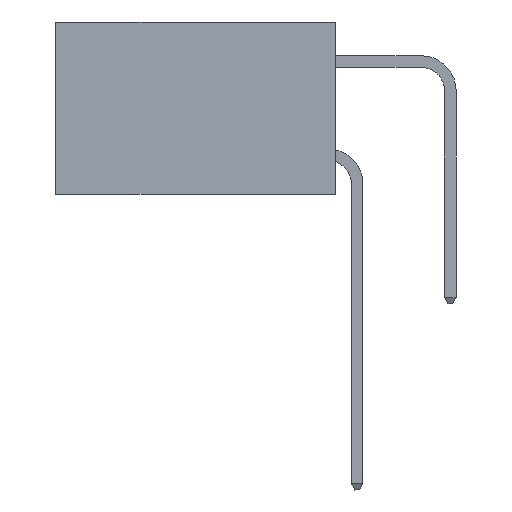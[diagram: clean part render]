
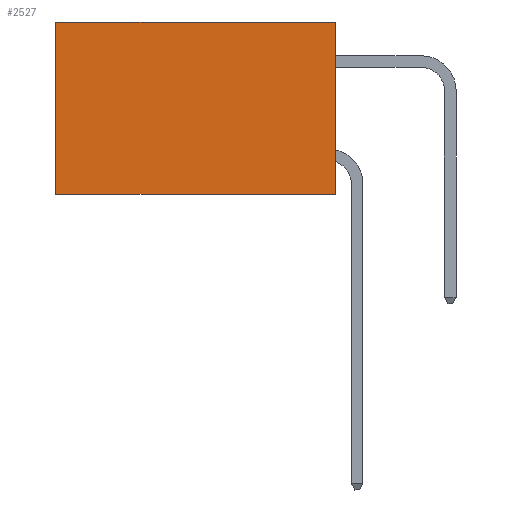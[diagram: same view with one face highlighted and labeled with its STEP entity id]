
A CAD part, left-side view. The second image highlights one B-rep face of the part: STEP entity #2527.
In plain terms, the highlighted planar face has unit normal (-1, 0, 0).
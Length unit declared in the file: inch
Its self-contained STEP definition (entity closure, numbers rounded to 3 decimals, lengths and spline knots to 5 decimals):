
#294 = CARTESIAN_POINT ( 'NONE',  ( 0.2875, 0., -0.37 ) ) ;
#1103 = DIRECTION ( 'NONE',  ( 0., 0., -1. ) ) ;
#1285 = DIRECTION ( 'NONE',  ( 1., 0., 0. ) ) ;
#1438 = CARTESIAN_POINT ( 'NONE',  ( 0.2875, 0., -0.37 ) ) ;
#1782 = PLANE ( 'NONE',  #1996 ) ;
#1959 = VERTEX_POINT ( 'NONE', #294 ) ;
#1996 = AXIS2_PLACEMENT_3D ( 'NONE', #6478, #1285, #1103 ) ;
#2203 = LINE ( 'NONE', #3908, #16576 ) ;
#2527 = ADVANCED_FACE ( 'NONE', ( #17551 ), #1782, .F. ) ;
#2640 = ORIENTED_EDGE ( 'NONE', *, *, #16156, .T. ) ;
#2708 = CARTESIAN_POINT ( 'NONE',  ( 0.2875, 0., 0. ) ) ;
#2783 = ORIENTED_EDGE ( 'NONE', *, *, #14628, .F. ) ;
#3483 = VECTOR ( 'NONE', #6719, 39.37008 ) ;
#3908 = CARTESIAN_POINT ( 'NONE',  ( 0.2875, 0., 0. ) ) ;
#4140 = DIRECTION ( 'NONE',  ( 0., 0., -1. ) ) ;
#4507 = EDGE_CURVE ( 'NONE', #1959, #15171, #7269, .T. ) ;
#4719 = CARTESIAN_POINT ( 'NONE',  ( 0.2875, 0.6, 0. ) ) ;
#5371 = ORIENTED_EDGE ( 'NONE', *, *, #13875, .T. ) ;
#6163 = EDGE_LOOP ( 'NONE', ( #2640, #8576, #2783, #5371 ) ) ;
#6478 = CARTESIAN_POINT ( 'NONE',  ( 0.2875, 0., 0. ) ) ;
#6719 = DIRECTION ( 'NONE',  ( 0., 1., 0. ) ) ;
#6781 = VERTEX_POINT ( 'NONE', #4719 ) ;
#7269 = LINE ( 'NONE', #1438, #3483 ) ;
#7456 = VECTOR ( 'NONE', #9180, 39.37008 ) ;
#7758 = CARTESIAN_POINT ( 'NONE',  ( 0.2875, 0.6, 0. ) ) ;
#7921 = LINE ( 'NONE', #7758, #7456 ) ;
#8576 = ORIENTED_EDGE ( 'NONE', *, *, #4507, .F. ) ;
#9096 = LINE ( 'NONE', #2708, #15499 ) ;
#9180 = DIRECTION ( 'NONE',  ( 0., 0., -1. ) ) ;
#9638 = DIRECTION ( 'NONE',  ( 0., 1., 0. ) ) ;
#10964 = CARTESIAN_POINT ( 'NONE',  ( 0.2875, 0.6, -0.37 ) ) ;
#12025 = VERTEX_POINT ( 'NONE', #17711 ) ;
#13875 = EDGE_CURVE ( 'NONE', #12025, #6781, #2203, .T. ) ;
#14628 = EDGE_CURVE ( 'NONE', #12025, #1959, #9096, .T. ) ;
#15171 = VERTEX_POINT ( 'NONE', #10964 ) ;
#15499 = VECTOR ( 'NONE', #4140, 39.37008 ) ;
#16156 = EDGE_CURVE ( 'NONE', #6781, #15171, #7921, .T. ) ;
#16576 = VECTOR ( 'NONE', #9638, 39.37008 ) ;
#17551 = FACE_OUTER_BOUND ( 'NONE', #6163, .T. ) ;
#17711 = CARTESIAN_POINT ( 'NONE',  ( 0.2875, 0., 0. ) ) ;
